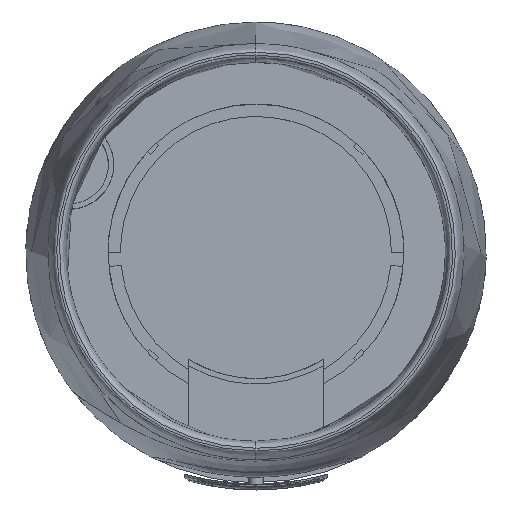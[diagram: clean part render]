
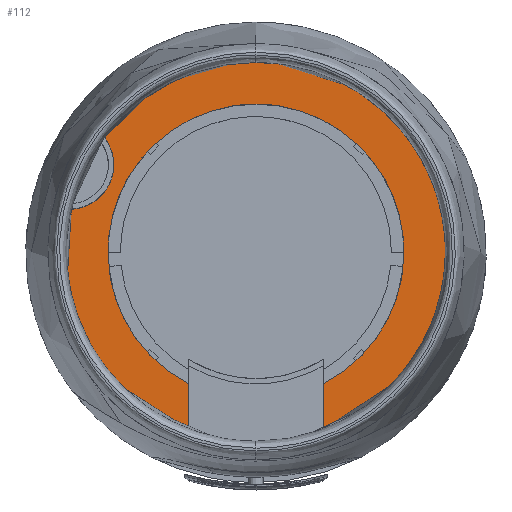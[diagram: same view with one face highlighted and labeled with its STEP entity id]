
A CAD part, top view. The second image highlights one B-rep face of the part: STEP entity #112.
In plain terms, the highlighted planar face has unit normal (0, 0, 1).
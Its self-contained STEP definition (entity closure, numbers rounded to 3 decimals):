
#112=ADVANCED_FACE('',(#375),#4054,.T.);
#375=FACE_OUTER_BOUND('',#638,.T.);
#638=EDGE_LOOP('',(#1128,#1129,#1130,#1131,#1132,#1133,#1134,#1135));
#1128=ORIENTED_EDGE('',*,*,#2284,.T.);
#1129=ORIENTED_EDGE('',*,*,#2323,.T.);
#1130=ORIENTED_EDGE('',*,*,#2258,.T.);
#1131=ORIENTED_EDGE('',*,*,#2349,.F.);
#1132=ORIENTED_EDGE('',*,*,#2329,.T.);
#1133=ORIENTED_EDGE('',*,*,#2280,.T.);
#1134=ORIENTED_EDGE('',*,*,#2292,.T.);
#1135=ORIENTED_EDGE('',*,*,#2421,.F.);
#2258=EDGE_CURVE('',#3655,#3654,#3342,.T.);
#2280=EDGE_CURVE('',#3671,#3670,#3355,.T.);
#2284=EDGE_CURVE('',#3674,#3673,#3357,.T.);
#2292=EDGE_CURVE('',#3670,#3689,#3360,.T.);
#2323=EDGE_CURVE('',#3673,#3655,#2981,.T.);
#2329=EDGE_CURVE('',#3759,#3671,#2987,.T.);
#2349=EDGE_CURVE('',#3759,#3654,#3381,.T.);
#2421=EDGE_CURVE('',#3674,#3689,#3397,.T.);
#2981=B_SPLINE_CURVE_WITH_KNOTS('',1,(#8645,#8646),.UNSPECIFIED.,.F.,.F.,
(2,2),(0.,25.673),.UNSPECIFIED.);
#2987=B_SPLINE_CURVE_WITH_KNOTS('',1,(#8657,#8658),.UNSPECIFIED.,.F.,.F.,
(2,2),(-25.673,0.),.UNSPECIFIED.);
#3342=(
BOUNDED_CURVE()
B_SPLINE_CURVE(2,(#8451,#8452,#8453,#8454,#8455),.UNSPECIFIED.,.F.,.F.)
B_SPLINE_CURVE_WITH_KNOTS((3,2,3),(-222.871,-111.436,
0.),.UNSPECIFIED.)
CURVE()
GEOMETRIC_REPRESENTATION_ITEM()
RATIONAL_B_SPLINE_CURVE((1.,0.786,1.,0.786,1.))
REPRESENTATION_ITEM('')
);
#3355=(
BOUNDED_CURVE()
B_SPLINE_CURVE(2,(#8516,#8517,#8518,#8519,#8520),.UNSPECIFIED.,.F.,.F.)
B_SPLINE_CURVE_WITH_KNOTS((3,2,3),(-297.303,-148.651,
0.),.UNSPECIFIED.)
CURVE()
GEOMETRIC_REPRESENTATION_ITEM()
RATIONAL_B_SPLINE_CURVE((1.,0.768,1.,0.768,1.))
REPRESENTATION_ITEM('')
);
#3357=(
BOUNDED_CURVE()
B_SPLINE_CURVE(2,(#8528,#8529,#8530),.UNSPECIFIED.,.F.,.F.)
B_SPLINE_CURVE_WITH_KNOTS((3,3),(-153.556,0.),.UNSPECIFIED.)
CURVE()
GEOMETRIC_REPRESENTATION_ITEM()
RATIONAL_B_SPLINE_CURVE((1.,0.753,1.))
REPRESENTATION_ITEM('')
);
#3360=(
BOUNDED_CURVE()
B_SPLINE_CURVE(2,(#8553,#8554,#8555),.UNSPECIFIED.,.F.,.F.)
B_SPLINE_CURVE_WITH_KNOTS((3,3),(-99.028,0.),.UNSPECIFIED.)
CURVE()
GEOMETRIC_REPRESENTATION_ITEM()
RATIONAL_B_SPLINE_CURVE((1.,0.895,1.))
REPRESENTATION_ITEM('')
);
#3381=(
BOUNDED_CURVE()
B_SPLINE_CURVE(2,(#8902,#8903,#8904,#8905,#8906),.UNSPECIFIED.,.F.,.F.)
B_SPLINE_CURVE_WITH_KNOTS((3,2,3),(0.,111.436,222.871),
 .UNSPECIFIED.)
CURVE()
GEOMETRIC_REPRESENTATION_ITEM()
RATIONAL_B_SPLINE_CURVE((1.,0.786,1.,0.786,1.))
REPRESENTATION_ITEM('')
);
#3397=(
BOUNDED_CURVE()
B_SPLINE_CURVE(2,(#9217,#9218,#9219,#9220,#9221),.UNSPECIFIED.,.F.,.F.)
B_SPLINE_CURVE_WITH_KNOTS((3,2,3),(0.,27.318,54.636),
 .UNSPECIFIED.)
CURVE()
GEOMETRIC_REPRESENTATION_ITEM()
RATIONAL_B_SPLINE_CURVE((1.,0.854,1.,0.854,1.))
REPRESENTATION_ITEM('')
);
#3654=VERTEX_POINT('',#7794);
#3655=VERTEX_POINT('',#7795);
#3670=VERTEX_POINT('',#7810);
#3671=VERTEX_POINT('',#7811);
#3673=VERTEX_POINT('',#7813);
#3674=VERTEX_POINT('',#7814);
#3689=VERTEX_POINT('',#7829);
#3759=VERTEX_POINT('',#7899);
#4054=PLANE('',#4337);
#4337=AXIS2_PLACEMENT_3D('',#6066,#4393,$);
#4393=DIRECTION('',(0.,0.,1.));
#6066=CARTESIAN_POINT('',(75.476,-5.57,5.961));
#7794=CARTESIAN_POINT('',(59.753,-10.33,5.961));
#7795=CARTESIAN_POINT('',(55.66,-27.33,5.961));
#7810=CARTESIAN_POINT('',(59.753,-7.799,5.961));
#7811=CARTESIAN_POINT('',(63.845,-30.094,5.961));
#7813=CARTESIAN_POINT('',(55.66,-30.094,5.961));
#7814=CARTESIAN_POINT('',(48.526,-16.725,5.961));
#7829=CARTESIAN_POINT('',(50.547,-12.392,5.961));
#7899=CARTESIAN_POINT('',(63.845,-27.33,5.961));
#8451=CARTESIAN_POINT('',(55.66,-27.33,5.961));
#8452=CARTESIAN_POINT('',(49.352,-24.105,5.961));
#8453=CARTESIAN_POINT('',(51.01,-17.218,5.961));
#8454=CARTESIAN_POINT('',(52.668,-10.33,5.961));
#8455=CARTESIAN_POINT('',(59.753,-10.33,5.961));
#8516=CARTESIAN_POINT('',(63.845,-30.094,5.961));
#8517=CARTESIAN_POINT('',(72.82,-26.685,5.961));
#8518=CARTESIAN_POINT('',(71.086,-17.242,5.961));
#8519=CARTESIAN_POINT('',(69.353,-7.799,5.961));
#8520=CARTESIAN_POINT('',(59.753,-7.799,5.961));
#8528=CARTESIAN_POINT('',(48.526,-16.725,5.961));
#8529=CARTESIAN_POINT('',(46.259,-26.523,5.961));
#8530=CARTESIAN_POINT('',(55.66,-30.094,5.961));
#8553=CARTESIAN_POINT('',(59.753,-7.799,5.961));
#8554=CARTESIAN_POINT('',(54.004,-7.799,5.961));
#8555=CARTESIAN_POINT('',(50.547,-12.392,5.961));
#8645=CARTESIAN_POINT('',(55.66,-30.094,5.961));
#8646=CARTESIAN_POINT('',(55.66,-27.33,5.961));
#8657=CARTESIAN_POINT('',(63.845,-27.33,5.961));
#8658=CARTESIAN_POINT('',(63.845,-30.094,5.961));
#8902=CARTESIAN_POINT('',(63.845,-27.33,5.961));
#8903=CARTESIAN_POINT('',(70.153,-24.105,5.961));
#8904=CARTESIAN_POINT('',(68.495,-17.218,5.961));
#8905=CARTESIAN_POINT('',(66.837,-10.33,5.961));
#8906=CARTESIAN_POINT('',(59.753,-10.33,5.961));
#9217=CARTESIAN_POINT('',(48.526,-16.725,5.961));
#9218=CARTESIAN_POINT('',(50.162,-16.657,5.961));
#9219=CARTESIAN_POINT('',(50.854,-15.173,5.961));
#9220=CARTESIAN_POINT('',(51.546,-13.689,5.961));
#9221=CARTESIAN_POINT('',(50.547,-12.392,5.961));
